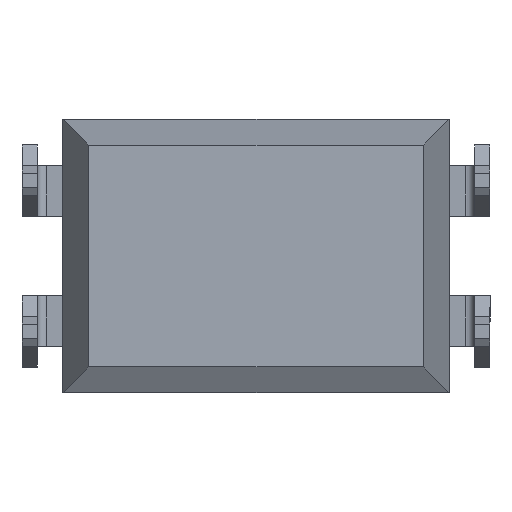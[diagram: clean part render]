
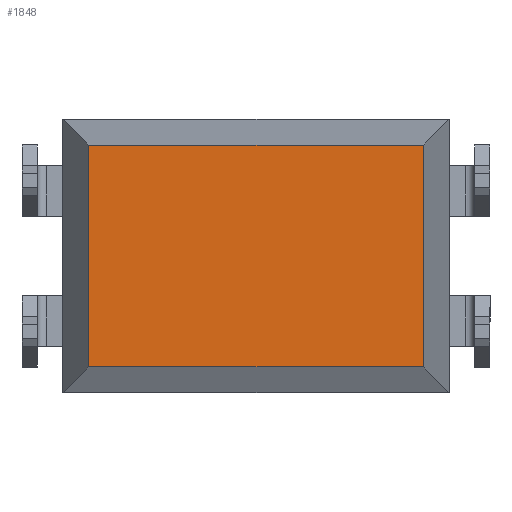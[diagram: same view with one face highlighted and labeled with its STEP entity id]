
A CAD part, front view. The second image highlights one B-rep face of the part: STEP entity #1848.
In plain terms, the highlighted planar face has unit normal (0, -1, 0).
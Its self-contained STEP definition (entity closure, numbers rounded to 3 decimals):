
#124 = VERTEX_POINT ( 'NONE', #2043 ) ;
#125 = EDGE_LOOP ( 'NONE', ( #1080, #2330, #1660, #2067 ) ) ;
#135 = VECTOR ( 'NONE', #2809, 1000. ) ;
#172 = LINE ( 'NONE', #708, #1921 ) ;
#583 = VERTEX_POINT ( 'NONE', #1766 ) ;
#585 = PLANE ( 'NONE',  #1768 ) ;
#618 = VERTEX_POINT ( 'NONE', #2061 ) ;
#621 = CARTESIAN_POINT ( 'NONE',  ( 2.818, 1., 0. ) ) ;
#708 = CARTESIAN_POINT ( 'NONE',  ( 0., 1., 1.868 ) ) ;
#812 = LINE ( 'NONE', #1707, #135 ) ;
#828 = DIRECTION ( 'NONE',  ( 0., -1., 0. ) ) ;
#940 = DIRECTION ( 'NONE',  ( -1., 0., 0. ) ) ;
#1021 = LINE ( 'NONE', #1566, #2883 ) ;
#1076 = DIRECTION ( 'NONE',  ( 0., 0., -1. ) ) ;
#1080 = ORIENTED_EDGE ( 'NONE', *, *, #1454, .T. ) ;
#1169 = EDGE_CURVE ( 'NONE', #583, #124, #172, .T. ) ;
#1201 = DIRECTION ( 'NONE',  ( 0., 0., -1. ) ) ;
#1398 = EDGE_CURVE ( 'NONE', #124, #2348, #1021, .T. ) ;
#1453 = EDGE_CURVE ( 'NONE', #2348, #618, #812, .T. ) ;
#1454 = EDGE_CURVE ( 'NONE', #618, #583, #2365, .T. ) ;
#1566 = CARTESIAN_POINT ( 'NONE',  ( -2.818, 1., 0. ) ) ;
#1660 = ORIENTED_EDGE ( 'NONE', *, *, #1398, .T. ) ;
#1707 = CARTESIAN_POINT ( 'NONE',  ( 0., 1., -1.868 ) ) ;
#1766 = CARTESIAN_POINT ( 'NONE',  ( 2.818, 1., 1.868 ) ) ;
#1768 = AXIS2_PLACEMENT_3D ( 'NONE', #2137, #828, #1076 ) ;
#1848 = ADVANCED_FACE ( 'NONE', ( #2408 ), #585, .T. ) ;
#1921 = VECTOR ( 'NONE', #940, 1000. ) ;
#1934 = DIRECTION ( 'NONE',  ( 0., 0., 1. ) ) ;
#2043 = CARTESIAN_POINT ( 'NONE',  ( -2.818, 1., 1.868 ) ) ;
#2061 = CARTESIAN_POINT ( 'NONE',  ( 2.818, 1., -1.868 ) ) ;
#2067 = ORIENTED_EDGE ( 'NONE', *, *, #1453, .T. ) ;
#2125 = CARTESIAN_POINT ( 'NONE',  ( -2.818, 1., -1.868 ) ) ;
#2137 = CARTESIAN_POINT ( 'NONE',  ( 0., 1., 0. ) ) ;
#2330 = ORIENTED_EDGE ( 'NONE', *, *, #1169, .T. ) ;
#2348 = VERTEX_POINT ( 'NONE', #2125 ) ;
#2365 = LINE ( 'NONE', #621, #2806 ) ;
#2408 = FACE_OUTER_BOUND ( 'NONE', #125, .T. ) ;
#2806 = VECTOR ( 'NONE', #1934, 1000. ) ;
#2809 = DIRECTION ( 'NONE',  ( 1., 0., 0. ) ) ;
#2883 = VECTOR ( 'NONE', #1201, 1000. ) ;
